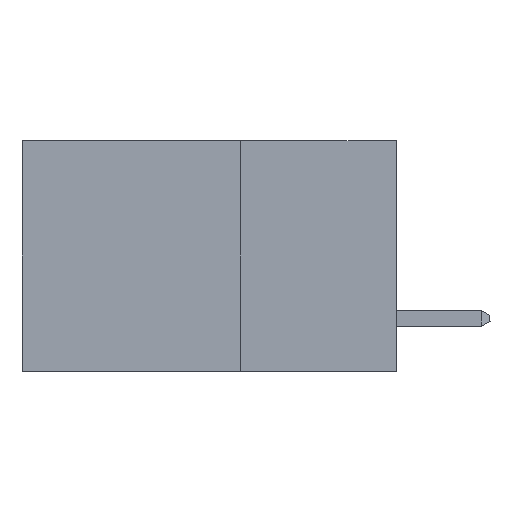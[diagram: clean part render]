
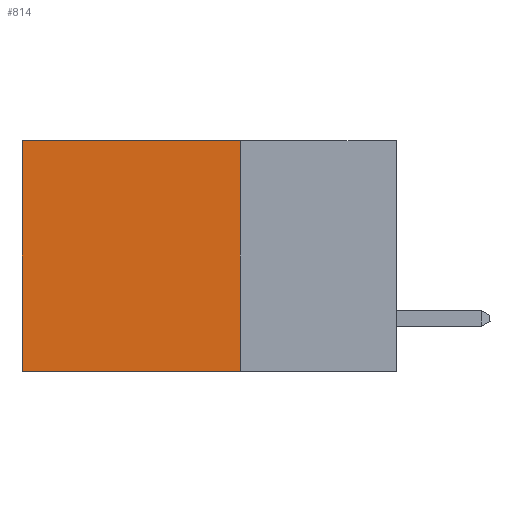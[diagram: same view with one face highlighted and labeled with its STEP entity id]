
A CAD part, left-side view. The second image highlights one B-rep face of the part: STEP entity #814.
In plain terms, the highlighted planar face has unit normal (-1, 0, 0).
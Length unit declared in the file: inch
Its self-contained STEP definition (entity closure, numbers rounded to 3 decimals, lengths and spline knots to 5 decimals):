
#264 = CARTESIAN_POINT ( 'NONE',  ( 0.298, 0.25, 0. ) ) ;
#722 = DIRECTION ( 'NONE',  ( 0., 1., 0. ) ) ;
#814 = ADVANCED_FACE ( 'NONE', ( #18276 ), #14126, .F. ) ;
#1953 = EDGE_CURVE ( 'NONE', #14163, #11769, #7966, .T. ) ;
#2430 = CARTESIAN_POINT ( 'NONE',  ( 0.298, 0.25, 0. ) ) ;
#2552 = ORIENTED_EDGE ( 'NONE', *, *, #19702, .F. ) ;
#2669 = VERTEX_POINT ( 'NONE', #18082 ) ;
#3535 = DIRECTION ( 'NONE',  ( 0., 0., -1. ) ) ;
#4084 = CARTESIAN_POINT ( 'NONE',  ( 0.298, 0.25, -0.37 ) ) ;
#4234 = VECTOR ( 'NONE', #11587, 39.37008 ) ;
#4368 = ORIENTED_EDGE ( 'NONE', *, *, #1953, .F. ) ;
#4544 = ORIENTED_EDGE ( 'NONE', *, *, #13497, .T. ) ;
#4964 = DIRECTION ( 'NONE',  ( 0., 0., -1. ) ) ;
#5079 = EDGE_CURVE ( 'NONE', #16056, #2669, #13288, .T. ) ;
#5265 = CARTESIAN_POINT ( 'NONE',  ( 0.298, 0.6, -0.37 ) ) ;
#5376 = LINE ( 'NONE', #2430, #11711 ) ;
#5383 = DIRECTION ( 'NONE',  ( 1., 0., 0. ) ) ;
#6779 = ORIENTED_EDGE ( 'NONE', *, *, #5079, .T. ) ;
#7058 = EDGE_LOOP ( 'NONE', ( #4544, #4368, #2552, #6779 ) ) ;
#7966 = LINE ( 'NONE', #4084, #20294 ) ;
#8986 = AXIS2_PLACEMENT_3D ( 'NONE', #264, #5383, #3535 ) ;
#9815 = LINE ( 'NONE', #11522, #13087 ) ;
#11522 = CARTESIAN_POINT ( 'NONE',  ( 0.298, 0.6, 0. ) ) ;
#11587 = DIRECTION ( 'NONE',  ( 0., 1., 0. ) ) ;
#11711 = VECTOR ( 'NONE', #16521, 39.37008 ) ;
#11769 = VERTEX_POINT ( 'NONE', #5265 ) ;
#13087 = VECTOR ( 'NONE', #4964, 39.37008 ) ;
#13288 = LINE ( 'NONE', #18881, #4234 ) ;
#13497 = EDGE_CURVE ( 'NONE', #2669, #11769, #9815, .T. ) ;
#14126 = PLANE ( 'NONE',  #8986 ) ;
#14163 = VERTEX_POINT ( 'NONE', #15120 ) ;
#15120 = CARTESIAN_POINT ( 'NONE',  ( 0.298, 0.25, -0.37 ) ) ;
#16056 = VERTEX_POINT ( 'NONE', #22215 ) ;
#16521 = DIRECTION ( 'NONE',  ( 0., 0., -1. ) ) ;
#18082 = CARTESIAN_POINT ( 'NONE',  ( 0.298, 0.6, 0. ) ) ;
#18276 = FACE_OUTER_BOUND ( 'NONE', #7058, .T. ) ;
#18881 = CARTESIAN_POINT ( 'NONE',  ( 0.298, 0.25, 0. ) ) ;
#19702 = EDGE_CURVE ( 'NONE', #16056, #14163, #5376, .T. ) ;
#20294 = VECTOR ( 'NONE', #722, 39.37008 ) ;
#22215 = CARTESIAN_POINT ( 'NONE',  ( 0.298, 0.25, 0. ) ) ;
